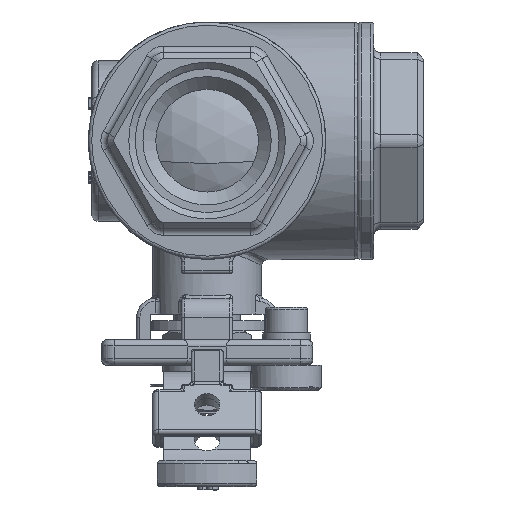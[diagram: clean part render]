
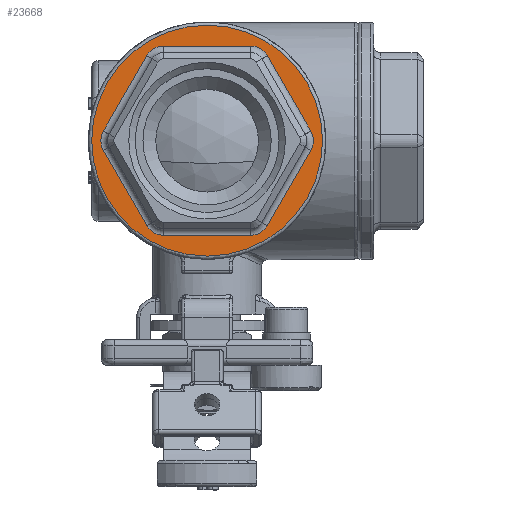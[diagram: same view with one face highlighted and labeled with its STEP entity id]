
A CAD part, top view. The second image highlights one B-rep face of the part: STEP entity #23668.
In plain terms, the highlighted planar face has unit normal (0, 0, 1).
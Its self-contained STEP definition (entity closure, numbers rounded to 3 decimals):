
#1410=LINE('',#38253,#3172);
#1412=LINE('',#38265,#3174);
#1414=LINE('',#38277,#3176);
#1416=LINE('',#38289,#3178);
#1418=LINE('',#38301,#3180);
#1420=LINE('',#38310,#3182);
#3172=VECTOR('',#28316,27.135);
#3174=VECTOR('',#28330,27.135);
#3176=VECTOR('',#28344,27.135);
#3178=VECTOR('',#28358,27.135);
#3180=VECTOR('',#28372,27.135);
#3182=VECTOR('',#28384,27.135);
#5419=PLANE('',#25189);
#5761=FACE_BOUND('',#7954,.T.);
#6533=FACE_OUTER_BOUND('',#7953,.T.);
#7953=EDGE_LOOP('',(#18028));
#7954=EDGE_LOOP('',(#18029,#18030,#18031,#18032,#18033,#18034,#18035,#18036,
#18037,#18038,#18039,#18040));
#9020=CIRCLE('',#25148,6.);
#9023=CIRCLE('',#25153,6.);
#9027=CIRCLE('',#25159,6.);
#9031=CIRCLE('',#25165,6.);
#9035=CIRCLE('',#25171,6.);
#9039=CIRCLE('',#25177,6.);
#9044=CIRCLE('',#25190,36.);
#10299=VERTEX_POINT('',#38241);
#10302=VERTEX_POINT('',#38246);
#10304=VERTEX_POINT('',#38251);
#10306=VERTEX_POINT('',#38257);
#10308=VERTEX_POINT('',#38263);
#10310=VERTEX_POINT('',#38269);
#10312=VERTEX_POINT('',#38275);
#10314=VERTEX_POINT('',#38281);
#10316=VERTEX_POINT('',#38287);
#10318=VERTEX_POINT('',#38293);
#10320=VERTEX_POINT('',#38299);
#10322=VERTEX_POINT('',#38305);
#10330=VERTEX_POINT('',#38339);
#13032=EDGE_CURVE('',#10302,#10299,#9020,.T.);
#13034=EDGE_CURVE('',#10304,#10302,#1410,.T.);
#13037=EDGE_CURVE('',#10306,#10304,#9023,.T.);
#13040=EDGE_CURVE('',#10308,#10306,#1412,.T.);
#13043=EDGE_CURVE('',#10310,#10308,#9027,.T.);
#13046=EDGE_CURVE('',#10312,#10310,#1414,.T.);
#13049=EDGE_CURVE('',#10314,#10312,#9031,.T.);
#13052=EDGE_CURVE('',#10316,#10314,#1416,.T.);
#13055=EDGE_CURVE('',#10318,#10316,#9035,.T.);
#13058=EDGE_CURVE('',#10320,#10318,#1418,.T.);
#13061=EDGE_CURVE('',#10322,#10320,#9039,.T.);
#13063=EDGE_CURVE('',#10299,#10322,#1420,.T.);
#13078=EDGE_CURVE('',#10330,#10330,#9044,.T.);
#18028=ORIENTED_EDGE('',*,*,#13078,.F.);
#18029=ORIENTED_EDGE('',*,*,#13032,.F.);
#18030=ORIENTED_EDGE('',*,*,#13034,.F.);
#18031=ORIENTED_EDGE('',*,*,#13037,.F.);
#18032=ORIENTED_EDGE('',*,*,#13040,.F.);
#18033=ORIENTED_EDGE('',*,*,#13043,.F.);
#18034=ORIENTED_EDGE('',*,*,#13046,.F.);
#18035=ORIENTED_EDGE('',*,*,#13049,.F.);
#18036=ORIENTED_EDGE('',*,*,#13052,.F.);
#18037=ORIENTED_EDGE('',*,*,#13055,.F.);
#18038=ORIENTED_EDGE('',*,*,#13058,.F.);
#18039=ORIENTED_EDGE('',*,*,#13061,.F.);
#18040=ORIENTED_EDGE('',*,*,#13063,.F.);
#23668=ADVANCED_FACE('',(#6533,#5761),#5419,.T.);
#25148=AXIS2_PLACEMENT_3D('',#38248,#28310,#28311);
#25153=AXIS2_PLACEMENT_3D('',#38259,#28322,#28323);
#25159=AXIS2_PLACEMENT_3D('',#38271,#28336,#28337);
#25165=AXIS2_PLACEMENT_3D('',#38283,#28350,#28351);
#25171=AXIS2_PLACEMENT_3D('',#38295,#28364,#28365);
#25177=AXIS2_PLACEMENT_3D('',#38307,#28378,#28379);
#25189=AXIS2_PLACEMENT_3D('',#38338,#28414,#28415);
#25190=AXIS2_PLACEMENT_3D('',#38340,#28416,#28417);
#28310=DIRECTION('center_axis',(0.,0.,1.));
#28311=DIRECTION('ref_axis',(-0.5,-0.866,0.));
#28316=DIRECTION('',(0.5,-0.866,0.));
#28322=DIRECTION('center_axis',(0.,0.,1.));
#28323=DIRECTION('ref_axis',(-1.,0.,0.));
#28330=DIRECTION('',(-0.5,-0.866,0.));
#28336=DIRECTION('center_axis',(0.,0.,1.));
#28337=DIRECTION('ref_axis',(-0.5,0.866,0.));
#28344=DIRECTION('',(-1.,0.,0.));
#28350=DIRECTION('center_axis',(0.,0.,1.));
#28351=DIRECTION('ref_axis',(0.5,0.866,0.));
#28358=DIRECTION('',(-0.5,0.866,0.));
#28364=DIRECTION('center_axis',(0.,0.,1.));
#28365=DIRECTION('ref_axis',(1.,0.,0.));
#28372=DIRECTION('',(0.5,0.866,0.));
#28378=DIRECTION('center_axis',(0.,0.,1.));
#28379=DIRECTION('ref_axis',(0.5,-0.866,0.));
#28384=DIRECTION('',(1.,0.,0.));
#28414=DIRECTION('center_axis',(0.,0.,1.));
#28415=DIRECTION('ref_axis',(1.,0.,0.));
#28416=DIRECTION('center_axis',(0.,0.,-1.));
#28417=DIRECTION('ref_axis',(-1.,0.,0.));
#38241=CARTESIAN_POINT('',(-4.708,6.786,52.));
#38246=CARTESIAN_POINT('',(-9.904,9.786,52.));
#38248=CARTESIAN_POINT('Origin',(-4.708,12.786,52.));
#38251=CARTESIAN_POINT('',(-23.472,33.286,52.));
#38253=CARTESIAN_POINT('',(-20.08,27.411,52.));
#38257=CARTESIAN_POINT('',(-23.472,39.286,52.));
#38259=CARTESIAN_POINT('Origin',(-18.276,36.286,52.));
#38263=CARTESIAN_POINT('',(-9.904,62.786,52.));
#38265=CARTESIAN_POINT('',(-13.296,56.911,52.));
#38269=CARTESIAN_POINT('',(-4.708,65.786,52.));
#38271=CARTESIAN_POINT('Origin',(-4.708,59.786,52.));
#38275=CARTESIAN_POINT('',(22.427,65.786,52.));
#38277=CARTESIAN_POINT('',(15.644,65.786,52.));
#38281=CARTESIAN_POINT('',(27.624,62.786,52.));
#38283=CARTESIAN_POINT('Origin',(22.427,59.786,52.));
#38287=CARTESIAN_POINT('',(41.191,39.286,52.));
#38289=CARTESIAN_POINT('',(37.799,45.161,52.));
#38293=CARTESIAN_POINT('',(41.191,33.286,52.));
#38295=CARTESIAN_POINT('Origin',(35.995,36.286,52.));
#38299=CARTESIAN_POINT('',(27.624,9.786,52.));
#38301=CARTESIAN_POINT('',(31.015,15.661,52.));
#38305=CARTESIAN_POINT('',(22.427,6.786,52.));
#38307=CARTESIAN_POINT('Origin',(22.427,12.786,52.));
#38310=CARTESIAN_POINT('',(2.076,6.786,52.));
#38338=CARTESIAN_POINT('Origin',(8.86,36.286,52.));
#38339=CARTESIAN_POINT('',(44.86,36.286,52.));
#38340=CARTESIAN_POINT('Origin',(8.86,36.286,52.));
